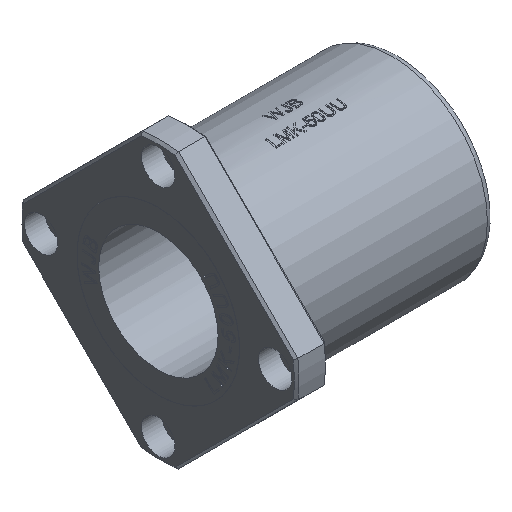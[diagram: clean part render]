
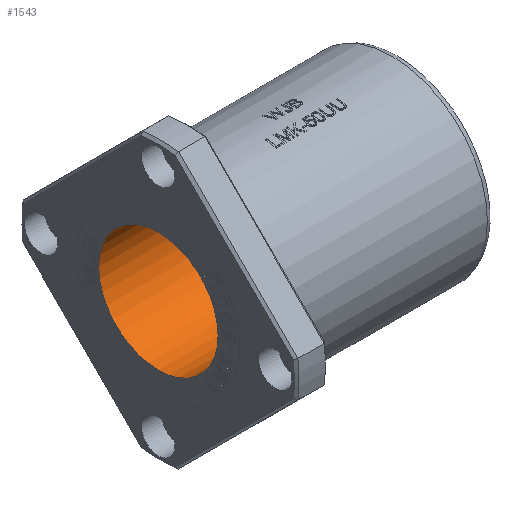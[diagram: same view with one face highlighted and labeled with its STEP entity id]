
A CAD part, isometric view. The second image highlights one B-rep face of the part: STEP entity #1543.
In plain terms, the highlighted cylindrical face has radius 25 mm (diameter 50 mm), a full revolution.
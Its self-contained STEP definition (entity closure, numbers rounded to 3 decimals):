
#1438=FACE_BOUND('',#2264,.T.);
#1439=FACE_BOUND('',#2265,.T.);
#1505=CYLINDRICAL_SURFACE('',#6534,25.);
#1543=ADVANCED_FACE('',(#1438,#1439),#1505,.F.);
#2264=EDGE_LOOP('',(#3406,#3407));
#2265=EDGE_LOOP('',(#3408));
#2680=B_SPLINE_CURVE_WITH_KNOTS('',3,(#8339,#8340,#8341,#8342,#8343,#8344,
#8345,#8346,#8347,#8348),.UNSPECIFIED.,.F.,.F.,(4,2,2,2,4),(0.,0.25,0.5,
0.75,1.),.UNSPECIFIED.);
#2681=B_SPLINE_CURVE_WITH_KNOTS('',3,(#8351,#8352,#8353,#8354,#8355,#8356,
#8357,#8358,#8359,#8360),.UNSPECIFIED.,.F.,.F.,(4,2,2,2,4),(0.,0.25,0.5,
0.75,1.),.UNSPECIFIED.);
#3406=ORIENTED_EDGE('',*,*,#5599,.F.);
#3407=ORIENTED_EDGE('',*,*,#5600,.F.);
#3408=ORIENTED_EDGE('',*,*,#5704,.T.);
#4980=VERTEX_POINT('',#8349);
#4981=VERTEX_POINT('',#8350);
#5085=VERTEX_POINT('',#8819);
#5599=EDGE_CURVE('',#4980,#4981,#2680,.T.);
#5600=EDGE_CURVE('',#4981,#4980,#2681,.T.);
#5704=EDGE_CURVE('',#5085,#5085,#6441,.T.);
#6441=CIRCLE('',#6499,25.);
#6499=AXIS2_PLACEMENT_3D('',#8818,#6956,#6957);
#6534=AXIS2_PLACEMENT_3D('',#9627,#7069,#7070);
#6956=DIRECTION('',(-1.,0.,0.));
#6957=DIRECTION('',(0.,0.,1.));
#7069=DIRECTION('',(-1.,0.,0.));
#7070=DIRECTION('',(0.,0.,1.));
#8339=CARTESIAN_POINT('',(99.9,0.,25.));
#8340=CARTESIAN_POINT('',(99.9,6.567,25.));
#8341=CARTESIAN_POINT('',(99.9,13.036,22.319));
#8342=CARTESIAN_POINT('',(99.9,22.319,13.036));
#8343=CARTESIAN_POINT('',(99.9,25.,6.564));
#8344=CARTESIAN_POINT('',(99.9,25.,-6.564));
#8345=CARTESIAN_POINT('',(99.9,22.319,-13.036));
#8346=CARTESIAN_POINT('',(99.9,13.036,-22.319));
#8347=CARTESIAN_POINT('',(99.9,6.569,-25.));
#8348=CARTESIAN_POINT('',(99.9,0.,-25.));
#8349=CARTESIAN_POINT('',(99.9,0.,25.));
#8350=CARTESIAN_POINT('',(99.9,0.,-25.));
#8351=CARTESIAN_POINT('',(99.9,0.,-25.));
#8352=CARTESIAN_POINT('',(99.9,-6.567,-25.));
#8353=CARTESIAN_POINT('',(99.9,-13.036,-22.319));
#8354=CARTESIAN_POINT('',(99.9,-22.319,-13.036));
#8355=CARTESIAN_POINT('',(99.9,-25.,-6.564));
#8356=CARTESIAN_POINT('',(99.9,-25.,6.564));
#8357=CARTESIAN_POINT('',(99.9,-22.319,13.036));
#8358=CARTESIAN_POINT('',(99.9,-13.036,22.319));
#8359=CARTESIAN_POINT('',(99.9,-6.569,25.));
#8360=CARTESIAN_POINT('',(99.9,0.,25.));
#8818=CARTESIAN_POINT('',(0.1,0.,0.));
#8819=CARTESIAN_POINT('',(0.1,0.,25.));
#9627=CARTESIAN_POINT('',(99.9,0.,0.));
